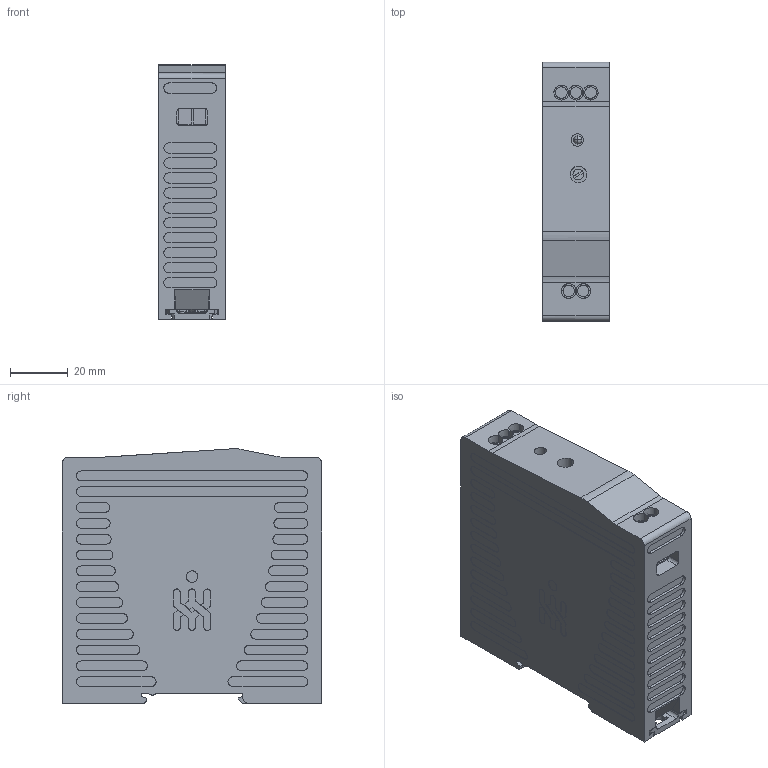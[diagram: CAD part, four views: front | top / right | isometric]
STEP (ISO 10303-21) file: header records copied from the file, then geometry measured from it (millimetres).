
FILE_DESCRIPTION(('CATIA V5R22 STEP214','CAx-IF Rec.Pracs.--- Model Styling and Organization---1.4--- 2014-01-23'),'2;1');
FILE_NAME ('1383806-3_0', '2022-05-25T14:00:31+00:00', ('Weidmueller Interface'), ('Weidmueller'), 'CATIA Version 5-6 Release 2016 SP3 HF44', 'CATIA V5 STEP AP214', 'none');
FILE_SCHEMA(('AUTOMOTIVE_DESIGN { 1 0 10303 214 1 1 1 1 }'));
Length unit declared in the file: millimetre
Products named in the file (1): 30W
Bounding box: 23 x 90 x 88.42 mm (x, y, z)
Volume: 171116.2 mm3; surface area: 29308.6 mm2
Topology: 5 solids, 5 shells, 652 faces, 1860 edges, 1291 vertices
Faces by surface type: plane 436, cylinder 97, bspline 72, extrusion 33, cone 10, sphere 4
Entity records: 25542 total; most frequent: CARTESIAN_POINT 9860, ORIENTED_EDGE 3712, DIRECTION 2321, EDGE_CURVE 1856, VERTEX_POINT 1291, VECTOR 1168, LINE 1135, EDGE_LOOP 737
